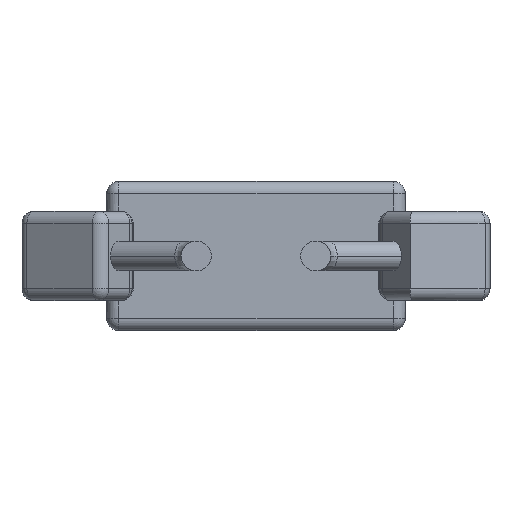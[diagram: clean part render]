
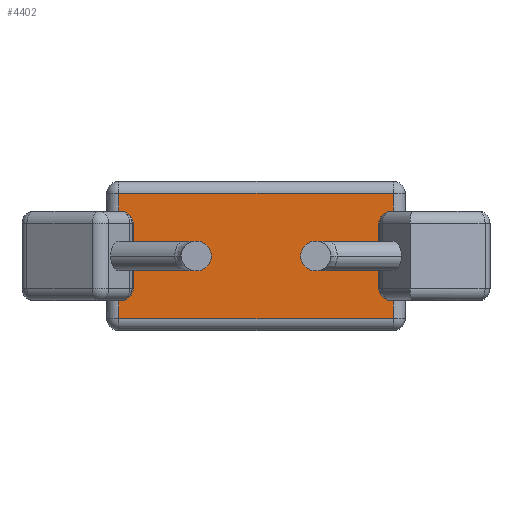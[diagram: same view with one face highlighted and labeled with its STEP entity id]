
A CAD part, front view. The second image highlights one B-rep face of the part: STEP entity #4402.
In plain terms, the highlighted planar face has unit normal (0, -1, 0).
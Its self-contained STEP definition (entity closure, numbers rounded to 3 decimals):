
#18 =( BOUNDED_CURVE ( )  B_SPLINE_CURVE ( 3, ( #1368, #2432, #1738, #3515 ),
 .UNSPECIFIED., .F., .F. ) 
 B_SPLINE_CURVE_WITH_KNOTS ( ( 4, 4 ),
 ( 3.142, 4.69 ),
 .UNSPECIFIED. ) 
 CURVE ( )  GEOMETRIC_REPRESENTATION_ITEM ( )  RATIONAL_B_SPLINE_CURVE ( ( 1., 0.81, 0.81, 1. ) ) 
 REPRESENTATION_ITEM ( '' )  );
#132 = EDGE_CURVE ( 'NONE', #3776, #2213, #4037, .T. ) ;
#234 = CARTESIAN_POINT ( 'NONE',  ( 2.5, -1.75, -1.05 ) ) ;
#348 = CARTESIAN_POINT ( 'NONE',  ( -2.3, -1.75, 1.25 ) ) ;
#453 = VECTOR ( 'NONE', #2314, 1000. ) ;
#462 = CARTESIAN_POINT ( 'NONE',  ( -2.3, -1.75, 1.05 ) ) ;
#609 = DIRECTION ( 'NONE',  ( 1., 0., 0. ) ) ;
#634 = CARTESIAN_POINT ( 'NONE',  ( 2.058, -1.75, 0.55 ) ) ;
#688 = VERTEX_POINT ( 'NONE', #3117 ) ;
#707 = CARTESIAN_POINT ( 'NONE',  ( -2.5, -1.75, 1.05 ) ) ;
#763 = LINE ( 'NONE', #2009, #4052 ) ;
#861 = VECTOR ( 'NONE', #2866, 1000. ) ;
#887 = ORIENTED_EDGE ( 'NONE', *, *, #1026, .T. ) ;
#1026 = EDGE_CURVE ( 'NONE', #1996, #1172, #3067, .T. ) ;
#1042 = CARTESIAN_POINT ( 'NONE',  ( -2.058, -1.75, 0.55 ) ) ;
#1087 = PLANE ( 'NONE',  #2657 ) ;
#1141 = EDGE_CURVE ( 'NONE', #2378, #2089, #4464, .T. ) ;
#1172 = VERTEX_POINT ( 'NONE', #3001 ) ;
#1220 = EDGE_CURVE ( 'NONE', #2213, #3566, #1747, .T. ) ;
#1283 = DIRECTION ( 'NONE',  ( 0., 0., 1. ) ) ;
#1288 = CARTESIAN_POINT ( 'NONE',  ( 2.058, -1.75, 0.75 ) ) ;
#1321 = DIRECTION ( 'NONE',  ( 0., 0., -1. ) ) ;
#1353 = CARTESIAN_POINT ( 'NONE',  ( 2.3, -1.75, 0.75 ) ) ;
#1368 = CARTESIAN_POINT ( 'NONE',  ( -2.058, -1.75, -0.55 ) ) ;
#1442 = DIRECTION ( 'NONE',  ( 0., 0., 1. ) ) ;
#1449 = ORIENTED_EDGE ( 'NONE', *, *, #1724, .T. ) ;
#1669 = CARTESIAN_POINT ( 'NONE',  ( 2.3, -1.75, -0.75 ) ) ;
#1706 = ORIENTED_EDGE ( 'NONE', *, *, #1220, .T. ) ;
#1718 = ORIENTED_EDGE ( 'NONE', *, *, #3625, .F. ) ;
#1724 = EDGE_CURVE ( 'NONE', #4118, #2853, #18, .T. ) ;
#1738 = CARTESIAN_POINT ( 'NONE',  ( -2.158, -1.75, -0.747 ) ) ;
#1747 = LINE ( 'NONE', #3011, #453 ) ;
#1769 = ORIENTED_EDGE ( 'NONE', *, *, #132, .T. ) ;
#1788 = LINE ( 'NONE', #348, #4304 ) ;
#1799 = EDGE_LOOP ( 'NONE', ( #887, #3271, #3542, #1718, #3308, #2903, #1769, #1706, #2365, #1932, #1449, #2792 ) ) ;
#1816 = CARTESIAN_POINT ( 'NONE',  ( -2.058, -1.75, 0.665 ) ) ;
#1830 = CARTESIAN_POINT ( 'NONE',  ( 2.3, -1.75, 1.25 ) ) ;
#1875 = EDGE_CURVE ( 'NONE', #688, #4118, #2306, .T. ) ;
#1932 = ORIENTED_EDGE ( 'NONE', *, *, #1875, .T. ) ;
#1959 = EDGE_CURVE ( 'NONE', #3566, #688, #3856, .T. ) ;
#1996 = VERTEX_POINT ( 'NONE', #3893 ) ;
#2009 = CARTESIAN_POINT ( 'NONE',  ( 2.3, -1.75, 1.25 ) ) ;
#2013 = CARTESIAN_POINT ( 'NONE',  ( -2.3, -1.75, 0.75 ) ) ;
#2053 = EDGE_CURVE ( 'NONE', #2323, #3491, #3012, .T. ) ;
#2089 = VERTEX_POINT ( 'NONE', #2532 ) ;
#2121 = CARTESIAN_POINT ( 'NONE',  ( -2.5, -1.75, 1.25 ) ) ;
#2213 = VERTEX_POINT ( 'NONE', #462 ) ;
#2306 = LINE ( 'NONE', #2327, #3994 ) ;
#2314 = DIRECTION ( 'NONE',  ( 0., 0., -1. ) ) ;
#2323 = VERTEX_POINT ( 'NONE', #1669 ) ;
#2327 = CARTESIAN_POINT ( 'NONE',  ( -2.058, -1.75, 0.75 ) ) ;
#2365 = ORIENTED_EDGE ( 'NONE', *, *, #1959, .T. ) ;
#2378 = VERTEX_POINT ( 'NONE', #634 ) ;
#2432 = CARTESIAN_POINT ( 'NONE',  ( -2.058, -1.75, -0.665 ) ) ;
#2532 = CARTESIAN_POINT ( 'NONE',  ( 2.3, -1.75, 0.75 ) ) ;
#2534 = VECTOR ( 'NONE', #1321, 1000. ) ;
#2585 = LINE ( 'NONE', #1288, #2534 ) ;
#2657 = AXIS2_PLACEMENT_3D ( 'NONE', #2121, #3575, #1442 ) ;
#2753 = CARTESIAN_POINT ( 'NONE',  ( 2.158, -1.75, 0.747 ) ) ;
#2759 = LINE ( 'NONE', #1830, #2989 ) ;
#2792 = ORIENTED_EDGE ( 'NONE', *, *, #2973, .T. ) ;
#2853 = VERTEX_POINT ( 'NONE', #3518 ) ;
#2866 = DIRECTION ( 'NONE',  ( -1., 0., 0. ) ) ;
#2903 = ORIENTED_EDGE ( 'NONE', *, *, #4594, .T. ) ;
#2926 = CARTESIAN_POINT ( 'NONE',  ( 2.158, -1.75, -0.747 ) ) ;
#2973 = EDGE_CURVE ( 'NONE', #2853, #1996, #1788, .T. ) ;
#2989 = VECTOR ( 'NONE', #4323, 1000. ) ;
#3001 = CARTESIAN_POINT ( 'NONE',  ( 2.3, -1.75, -1.05 ) ) ;
#3011 = CARTESIAN_POINT ( 'NONE',  ( -2.3, -1.75, 1.25 ) ) ;
#3012 =( BOUNDED_CURVE ( )  B_SPLINE_CURVE ( 3, ( #3675, #2926, #3613, #4371 ),
 .UNSPECIFIED., .F., .F. ) 
 B_SPLINE_CURVE_WITH_KNOTS ( ( 4, 4 ),
 ( 4.735, 6.283 ),
 .UNSPECIFIED. ) 
 CURVE ( )  GEOMETRIC_REPRESENTATION_ITEM ( )  RATIONAL_B_SPLINE_CURVE ( ( 1., 0.81, 0.81, 1. ) ) 
 REPRESENTATION_ITEM ( '' )  );
#3020 = CARTESIAN_POINT ( 'NONE',  ( 2.3, -1.75, 1.05 ) ) ;
#3067 = LINE ( 'NONE', #234, #3306 ) ;
#3096 = CARTESIAN_POINT ( 'NONE',  ( 2.058, -1.75, -0.55 ) ) ;
#3117 = CARTESIAN_POINT ( 'NONE',  ( -2.058, -1.75, 0.55 ) ) ;
#3123 = CARTESIAN_POINT ( 'NONE',  ( 2.058, -1.75, 0.665 ) ) ;
#3135 = CARTESIAN_POINT ( 'NONE',  ( 2.058, -1.75, 0.55 ) ) ;
#3219 = CARTESIAN_POINT ( 'NONE',  ( -2.3, -1.75, 0.75 ) ) ;
#3271 = ORIENTED_EDGE ( 'NONE', *, *, #3280, .T. ) ;
#3280 = EDGE_CURVE ( 'NONE', #1172, #2323, #2759, .T. ) ;
#3306 = VECTOR ( 'NONE', #609, 1000. ) ;
#3308 = ORIENTED_EDGE ( 'NONE', *, *, #1141, .T. ) ;
#3491 = VERTEX_POINT ( 'NONE', #3096 ) ;
#3515 = CARTESIAN_POINT ( 'NONE',  ( -2.3, -1.75, -0.75 ) ) ;
#3518 = CARTESIAN_POINT ( 'NONE',  ( -2.3, -1.75, -0.75 ) ) ;
#3542 = ORIENTED_EDGE ( 'NONE', *, *, #2053, .T. ) ;
#3566 = VERTEX_POINT ( 'NONE', #2013 ) ;
#3575 = DIRECTION ( 'NONE',  ( 0., 1., 0. ) ) ;
#3593 = CARTESIAN_POINT ( 'NONE',  ( -2.158, -1.75, 0.747 ) ) ;
#3613 = CARTESIAN_POINT ( 'NONE',  ( 2.058, -1.75, -0.665 ) ) ;
#3625 = EDGE_CURVE ( 'NONE', #2378, #3491, #2585, .T. ) ;
#3675 = CARTESIAN_POINT ( 'NONE',  ( 2.3, -1.75, -0.75 ) ) ;
#3776 = VERTEX_POINT ( 'NONE', #3020 ) ;
#3856 =( BOUNDED_CURVE ( )  B_SPLINE_CURVE ( 3, ( #3219, #3593, #1816, #1042 ),
 .UNSPECIFIED., .F., .F. ) 
 B_SPLINE_CURVE_WITH_KNOTS ( ( 4, 4 ),
 ( 4.735, 6.283 ),
 .UNSPECIFIED. ) 
 CURVE ( )  GEOMETRIC_REPRESENTATION_ITEM ( )  RATIONAL_B_SPLINE_CURVE ( ( 1., 0.81, 0.81, 1. ) ) 
 REPRESENTATION_ITEM ( '' )  );
#3893 = CARTESIAN_POINT ( 'NONE',  ( -2.3, -1.75, -1.05 ) ) ;
#3994 = VECTOR ( 'NONE', #4069, 1000. ) ;
#4037 = LINE ( 'NONE', #707, #861 ) ;
#4052 = VECTOR ( 'NONE', #1283, 1000. ) ;
#4069 = DIRECTION ( 'NONE',  ( 0., 0., -1. ) ) ;
#4118 = VERTEX_POINT ( 'NONE', #4325 ) ;
#4296 = FACE_OUTER_BOUND ( 'NONE', #1799, .T. ) ;
#4304 = VECTOR ( 'NONE', #4312, 1000. ) ;
#4312 = DIRECTION ( 'NONE',  ( 0., 0., -1. ) ) ;
#4323 = DIRECTION ( 'NONE',  ( 0., 0., 1. ) ) ;
#4325 = CARTESIAN_POINT ( 'NONE',  ( -2.058, -1.75, -0.55 ) ) ;
#4371 = CARTESIAN_POINT ( 'NONE',  ( 2.058, -1.75, -0.55 ) ) ;
#4402 = ADVANCED_FACE ( 'NONE', ( #4296 ), #1087, .F. ) ;
#4464 =( BOUNDED_CURVE ( )  B_SPLINE_CURVE ( 3, ( #3135, #3123, #2753, #1353 ),
 .UNSPECIFIED., .F., .T. ) 
 B_SPLINE_CURVE_WITH_KNOTS ( ( 4, 4 ),
 ( 3.142, 4.69 ),
 .UNSPECIFIED. ) 
 CURVE ( )  GEOMETRIC_REPRESENTATION_ITEM ( )  RATIONAL_B_SPLINE_CURVE ( ( 1., 0.81, 0.81, 1. ) ) 
 REPRESENTATION_ITEM ( '' )  );
#4594 = EDGE_CURVE ( 'NONE', #2089, #3776, #763, .T. ) ;
